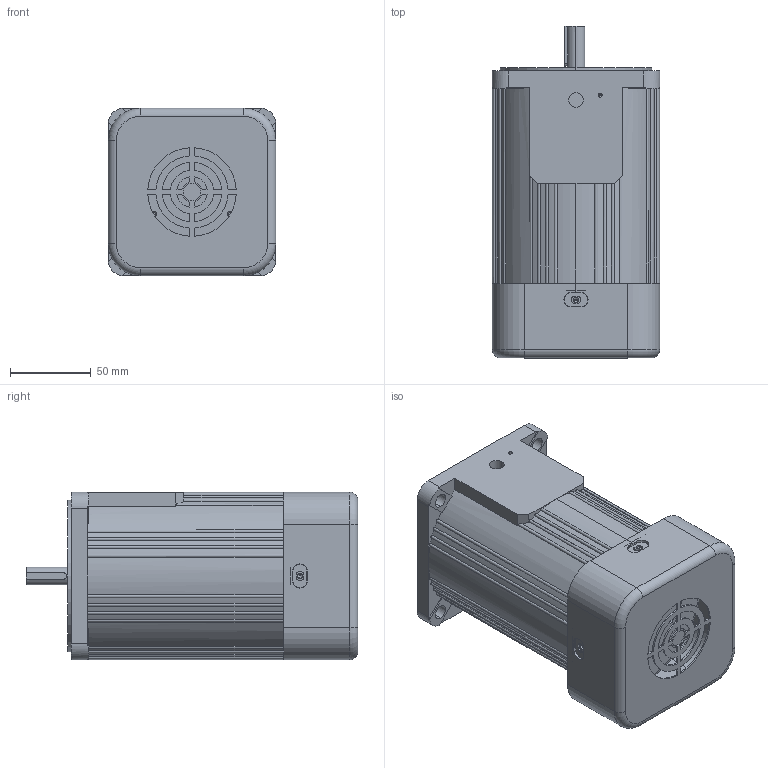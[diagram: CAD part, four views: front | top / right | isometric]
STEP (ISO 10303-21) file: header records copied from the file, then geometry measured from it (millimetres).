
FILE_DESCRIPTION (( 'STEP AP203' ), '1' );
FILE_NAME ('6IK120-250(R)GA1.STEP', '2020-01-10T05:10:08', ( 'Sky123.Org' ), ( 'Sky123.Org' ), 'SwSTEP 2.0', 'SolidWorks 2014', '' );
FILE_SCHEMA (( 'CONFIG_CONTROL_DESIGN' ));
Length unit declared in the file: millimetre
Products named in the file (3): 100瑞欶; 6IK120-250(R)GA1; 6IK120-250GA1
Assembly tree (2 placements, depth 2):
  6IK120-250(R)GA1
    6IK120-250GA1
    100瑞欶
Bounding box: 104 x 206 x 104 mm (x, y, z)
Volume: 1328063.9 mm3; surface area: 130491.8 mm2
Topology: 2 solids, 2 shells, 441 faces, 1144 edges, 719 vertices
Faces by surface type: cylinder 168, plane 146, torus 80, cone 47
Entity records: 14357 total; most frequent: CARTESIAN_POINT 2913, DIRECTION 2521, ORIENTED_EDGE 2268, EDGE_CURVE 1134, AXIS2_PLACEMENT_3D 1033, VERTEX_POINT 719, CIRCLE 587, EDGE_LOOP 505
